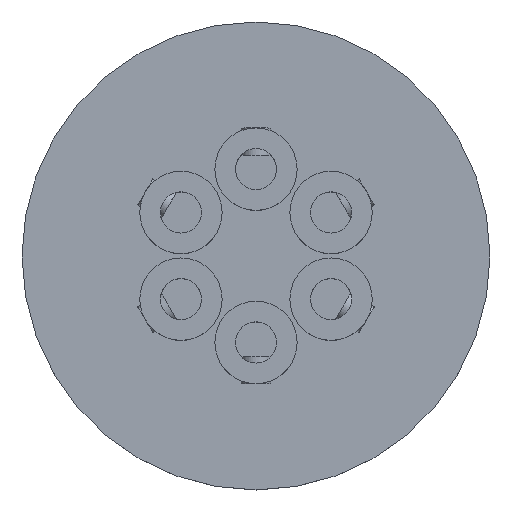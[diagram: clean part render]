
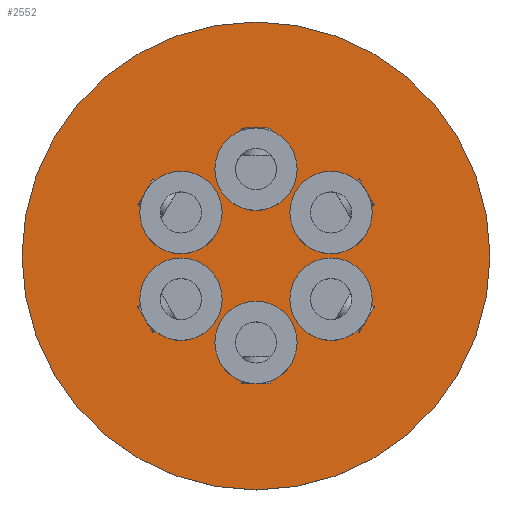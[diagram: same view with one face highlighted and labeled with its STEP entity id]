
A CAD part, top view. The second image highlights one B-rep face of the part: STEP entity #2552.
In plain terms, the highlighted planar face has unit normal (0, 0, 1).
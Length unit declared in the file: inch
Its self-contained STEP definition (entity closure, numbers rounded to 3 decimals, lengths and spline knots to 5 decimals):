
#623=CARTESIAN_POINT('',(0.,0.,0.));
#624=DIRECTION('',(0.,0.,-1.));
#625=DIRECTION('',(0.,1.,0.));
#626=AXIS2_PLACEMENT_3D('',#623,#624,#625);
#628=CARTESIAN_POINT('',(0.,0.,0.));
#629=DIRECTION('',(0.,0.,1.));
#630=DIRECTION('',(0.,1.,0.));
#631=AXIS2_PLACEMENT_3D('',#628,#629,#630);
#633=CARTESIAN_POINT('',(0.,0.4,0.));
#634=DIRECTION('',(0.,0.,1.));
#635=DIRECTION('',(1.,0.,0.));
#636=AXIS2_PLACEMENT_3D('',#633,#634,#635);
#638=CARTESIAN_POINT('',(0.,0.4,0.));
#639=DIRECTION('',(0.,0.,1.));
#640=DIRECTION('',(-1.,0.,0.));
#641=AXIS2_PLACEMENT_3D('',#638,#639,#640);
#643=CARTESIAN_POINT('',(-0.34641,0.2,0.));
#644=DIRECTION('',(0.,0.,1.));
#645=DIRECTION('',(0.5,0.866,0.));
#646=AXIS2_PLACEMENT_3D('',#643,#644,#645);
#648=CARTESIAN_POINT('',(-0.34641,0.2,0.));
#649=DIRECTION('',(0.,0.,1.));
#650=DIRECTION('',(-0.5,-0.866,0.));
#651=AXIS2_PLACEMENT_3D('',#648,#649,#650);
#653=CARTESIAN_POINT('',(-0.34641,-0.2,0.));
#654=DIRECTION('',(0.,0.,1.));
#655=DIRECTION('',(-0.5,0.866,0.));
#656=AXIS2_PLACEMENT_3D('',#653,#654,#655);
#658=CARTESIAN_POINT('',(-0.34641,-0.2,0.));
#659=DIRECTION('',(0.,0.,1.));
#660=DIRECTION('',(0.5,-0.866,0.));
#661=AXIS2_PLACEMENT_3D('',#658,#659,#660);
#663=CARTESIAN_POINT('',(0.,-0.4,0.));
#664=DIRECTION('',(0.,0.,1.));
#665=DIRECTION('',(-1.,0.,0.));
#666=AXIS2_PLACEMENT_3D('',#663,#664,#665);
#668=CARTESIAN_POINT('',(0.,-0.4,0.));
#669=DIRECTION('',(0.,0.,1.));
#670=DIRECTION('',(1.,0.,0.));
#671=AXIS2_PLACEMENT_3D('',#668,#669,#670);
#673=CARTESIAN_POINT('',(0.34641,-0.2,0.));
#674=DIRECTION('',(0.,0.,1.));
#675=DIRECTION('',(-0.5,-0.866,0.));
#676=AXIS2_PLACEMENT_3D('',#673,#674,#675);
#678=CARTESIAN_POINT('',(0.34641,-0.2,0.));
#679=DIRECTION('',(0.,0.,1.));
#680=DIRECTION('',(0.5,0.866,0.));
#681=AXIS2_PLACEMENT_3D('',#678,#679,#680);
#683=CARTESIAN_POINT('',(0.34641,0.2,0.));
#684=DIRECTION('',(0.,0.,1.));
#685=DIRECTION('',(0.5,-0.866,0.));
#686=AXIS2_PLACEMENT_3D('',#683,#684,#685);
#688=CARTESIAN_POINT('',(0.34641,0.2,0.));
#689=DIRECTION('',(0.,0.,1.));
#690=DIRECTION('',(-0.5,0.866,0.));
#691=AXIS2_PLACEMENT_3D('',#688,#689,#690);
#1721=CARTESIAN_POINT('',(0.,1.08,0.));
#1722=VERTEX_POINT('',#1721);
#1727=CARTESIAN_POINT('',(0.,-1.08,0.));
#1728=VERTEX_POINT('',#1727);
#1737=CARTESIAN_POINT('',(0.19,0.4,0.));
#1738=CARTESIAN_POINT('',(-0.19,0.4,0.));
#1739=VERTEX_POINT('',#1737);
#1740=VERTEX_POINT('',#1738);
#1745=CARTESIAN_POINT('',(-0.25141,0.36454,0.));
#1746=CARTESIAN_POINT('',(-0.44141,0.03546,0.));
#1747=VERTEX_POINT('',#1745);
#1748=VERTEX_POINT('',#1746);
#1753=CARTESIAN_POINT('',(-0.44141,-0.03546,0.));
#1754=CARTESIAN_POINT('',(-0.25141,-0.36454,0.));
#1755=VERTEX_POINT('',#1753);
#1756=VERTEX_POINT('',#1754);
#1761=CARTESIAN_POINT('',(-0.19,-0.4,0.));
#1762=CARTESIAN_POINT('',(0.19,-0.4,0.));
#1763=VERTEX_POINT('',#1761);
#1764=VERTEX_POINT('',#1762);
#1769=CARTESIAN_POINT('',(0.25141,-0.36454,0.));
#1770=CARTESIAN_POINT('',(0.44141,-0.03546,0.));
#1771=VERTEX_POINT('',#1769);
#1772=VERTEX_POINT('',#1770);
#1777=CARTESIAN_POINT('',(0.44141,0.03546,0.));
#1778=CARTESIAN_POINT('',(0.25141,0.36454,0.));
#1779=VERTEX_POINT('',#1777);
#1780=VERTEX_POINT('',#1778);
#2507=CARTESIAN_POINT('',(0.,0.,0.));
#2508=DIRECTION('',(0.,0.,1.));
#2509=DIRECTION('',(0.,1.,0.));
#2510=AXIS2_PLACEMENT_3D('',#2507,#2508,#2509);
#2511=PLANE('',#2510);
#2512=ORIENTED_EDGE('',*,*,#2489,.T.);
#2513=ORIENTED_EDGE('',*,*,#2500,.F.);
#2514=EDGE_LOOP('',(#2512,#2513));
#2515=FACE_OUTER_BOUND('',#2514,.F.);
#2517=ORIENTED_EDGE('',*,*,#2516,.T.);
#2519=ORIENTED_EDGE('',*,*,#2518,.T.);
#2520=EDGE_LOOP('',(#2517,#2519));
#2521=FACE_BOUND('',#2520,.F.);
#2523=ORIENTED_EDGE('',*,*,#2522,.T.);
#2525=ORIENTED_EDGE('',*,*,#2524,.T.);
#2526=EDGE_LOOP('',(#2523,#2525));
#2527=FACE_BOUND('',#2526,.F.);
#2529=ORIENTED_EDGE('',*,*,#2528,.T.);
#2531=ORIENTED_EDGE('',*,*,#2530,.T.);
#2532=EDGE_LOOP('',(#2529,#2531));
#2533=FACE_BOUND('',#2532,.F.);
#2535=ORIENTED_EDGE('',*,*,#2534,.T.);
#2537=ORIENTED_EDGE('',*,*,#2536,.T.);
#2538=EDGE_LOOP('',(#2535,#2537));
#2539=FACE_BOUND('',#2538,.F.);
#2541=ORIENTED_EDGE('',*,*,#2540,.T.);
#2543=ORIENTED_EDGE('',*,*,#2542,.T.);
#2544=EDGE_LOOP('',(#2541,#2543));
#2545=FACE_BOUND('',#2544,.F.);
#2547=ORIENTED_EDGE('',*,*,#2546,.T.);
#2549=ORIENTED_EDGE('',*,*,#2548,.T.);
#2550=EDGE_LOOP('',(#2547,#2549));
#2551=FACE_BOUND('',#2550,.F.);
#2552=ADVANCED_FACE('',(#2515,#2521,#2527,#2533,#2539,#2545,#2551),#2511,.T.);
#627=CIRCLE('',#626,1.08);
#632=CIRCLE('',#631,1.08);
#637=CIRCLE('',#636,0.19);
#642=CIRCLE('',#641,0.19);
#647=CIRCLE('',#646,0.19);
#652=CIRCLE('',#651,0.19);
#657=CIRCLE('',#656,0.19);
#662=CIRCLE('',#661,0.19);
#667=CIRCLE('',#666,0.19);
#672=CIRCLE('',#671,0.19);
#677=CIRCLE('',#676,0.19);
#682=CIRCLE('',#681,0.19);
#687=CIRCLE('',#686,0.19);
#692=CIRCLE('',#691,0.19);
#2489=EDGE_CURVE('',#1722,#1728,#627,.T.);
#2500=EDGE_CURVE('',#1722,#1728,#632,.T.);
#2516=EDGE_CURVE('',#1739,#1740,#637,.T.);
#2518=EDGE_CURVE('',#1740,#1739,#642,.T.);
#2522=EDGE_CURVE('',#1747,#1748,#647,.T.);
#2524=EDGE_CURVE('',#1748,#1747,#652,.T.);
#2528=EDGE_CURVE('',#1755,#1756,#657,.T.);
#2530=EDGE_CURVE('',#1756,#1755,#662,.T.);
#2534=EDGE_CURVE('',#1763,#1764,#667,.T.);
#2536=EDGE_CURVE('',#1764,#1763,#672,.T.);
#2540=EDGE_CURVE('',#1771,#1772,#677,.T.);
#2542=EDGE_CURVE('',#1772,#1771,#682,.T.);
#2546=EDGE_CURVE('',#1779,#1780,#687,.T.);
#2548=EDGE_CURVE('',#1780,#1779,#692,.T.);
